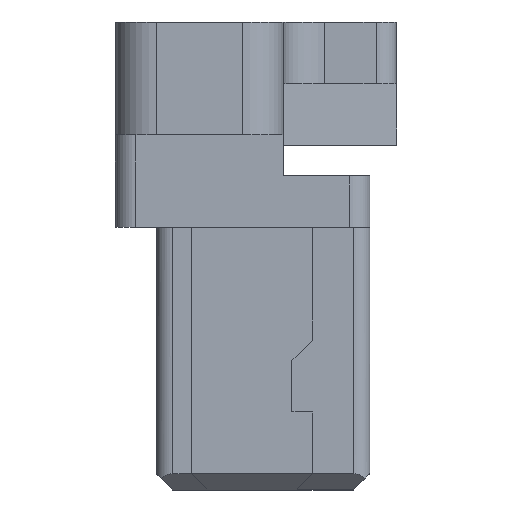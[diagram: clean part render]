
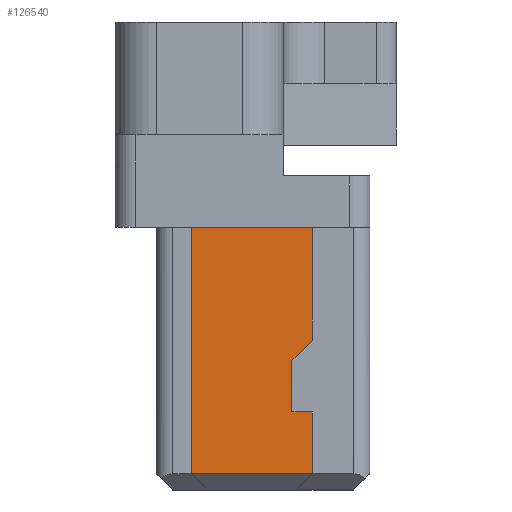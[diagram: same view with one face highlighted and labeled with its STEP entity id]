
A CAD part, left-side view. The second image highlights one B-rep face of the part: STEP entity #126540.
In plain terms, the highlighted face is planar.
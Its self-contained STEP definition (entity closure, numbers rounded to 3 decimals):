
#19260=CARTESIAN_POINT('',(29.597,68.006,12.625));
#19270=VERTEX_POINT('',#19260);
#19300=CARTESIAN_POINT('',(29.597,56.396,12.625));
#19310=DIRECTION('',(0.,-1.,0.));
#19320=VECTOR('',#19310,1.);
#19330=LINE('',#19300,#19320);
#19340=CARTESIAN_POINT('',(29.597,67.906,12.625));
#19350=VERTEX_POINT('',#19340);
#19360=EDGE_CURVE('',#19270,#19350,#19330,.T.);
#45440=CARTESIAN_POINT('',(29.347,67.906,12.625));
#45450=VERTEX_POINT('',#45440);
#45480=CARTESIAN_POINT('',(28.822,68.431,12.625));
#45490=DIRECTION('',(-0.707,0.707,0.));
#45500=VECTOR('',#45490,1.);
#45510=LINE('',#45480,#45500);
#45520=CARTESIAN_POINT('',(29.247,68.006,12.625));
#45530=VERTEX_POINT('',#45520);
#45540=EDGE_CURVE('',#45450,#45530,#45510,.T.);
#126050=CARTESIAN_POINT('',(29.977,67.646,12.625));
#126060=DIRECTION('',(0.,0.,1.));
#126070=DIRECTION('',(1.,0.,0.));
#126080=AXIS2_PLACEMENT_3D('',#126050,#126060,#126070);
#126090=PLANE('',#126080);
#126100=CARTESIAN_POINT('',(0.,67.416,12.625));
#126110=DIRECTION('',(1.,0.,0.));
#126120=VECTOR('',#126110,1.);
#126130=LINE('',#126100,#126120);
#126140=CARTESIAN_POINT('',(28.697,67.416,12.625));
#126150=VERTEX_POINT('',#126140);
#126160=CARTESIAN_POINT('',(29.897,67.416,12.625));
#126170=VERTEX_POINT('',#126160);
#126180=EDGE_CURVE('',#126150,#126170,#126130,.T.);
#126190=ORIENTED_EDGE('',*,*,#126180,.T.);
#126200=CARTESIAN_POINT('',(28.697,0.,12.625));
#126210=DIRECTION('',(0.,1.,0.));
#126220=VECTOR('',#126210,1.);
#126230=LINE('',#126200,#126220);
#126240=CARTESIAN_POINT('',(28.697,68.006,12.625));
#126250=VERTEX_POINT('',#126240);
#126260=EDGE_CURVE('',#126150,#126250,#126230,.T.);
#126270=ORIENTED_EDGE('',*,*,#126260,.F.);
#126280=CARTESIAN_POINT('',(28.822,68.006,12.625));
#126290=DIRECTION('',(1.,0.,0.));
#126300=VECTOR('',#126290,1.);
#126310=LINE('',#126280,#126300);
#126320=EDGE_CURVE('',#126250,#45530,#126310,.T.);
#126330=ORIENTED_EDGE('',*,*,#126320,.F.);
#126340=ORIENTED_EDGE('',*,*,#45540,.T.);
#126350=CARTESIAN_POINT('',(28.822,67.906,12.625));
#126360=DIRECTION('',(-1.,0.,0.));
#126370=VECTOR('',#126360,1.);
#126380=LINE('',#126350,#126370);
#126390=EDGE_CURVE('',#19350,#45450,#126380,.T.);
#126400=ORIENTED_EDGE('',*,*,#126390,.T.);
#126410=ORIENTED_EDGE('',*,*,#19360,.T.);
#126420=CARTESIAN_POINT('',(29.897,68.006,12.625));
#126430=VERTEX_POINT('',#126420);
#126440=EDGE_CURVE('',#19270,#126430,#126310,.T.);
#126450=ORIENTED_EDGE('',*,*,#126440,.F.);
#126460=CARTESIAN_POINT('',(29.897,67.531,12.625));
#126470=DIRECTION('',(0.,-1.,0.));
#126480=VECTOR('',#126470,1.);
#126490=LINE('',#126460,#126480);
#126500=EDGE_CURVE('',#126430,#126170,#126490,.T.);
#126510=ORIENTED_EDGE('',*,*,#126500,.F.);
#126520=EDGE_LOOP('',(#126510,#126450,#126410,#126400,#126340,#126330,
#126270,#126190));
#126530=FACE_OUTER_BOUND('',#126520,.T.);
#126540=ADVANCED_FACE('',(#126530),#126090,.T.);
